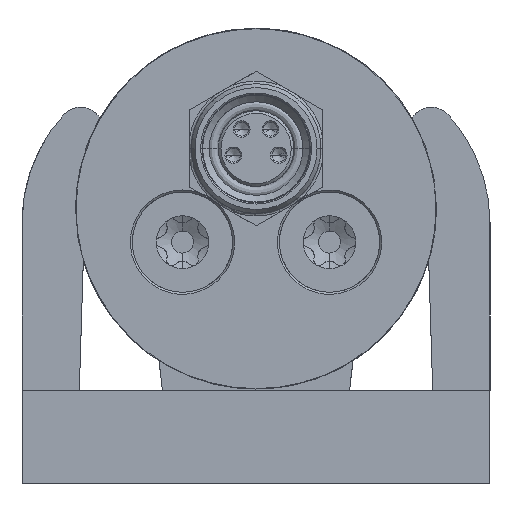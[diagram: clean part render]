
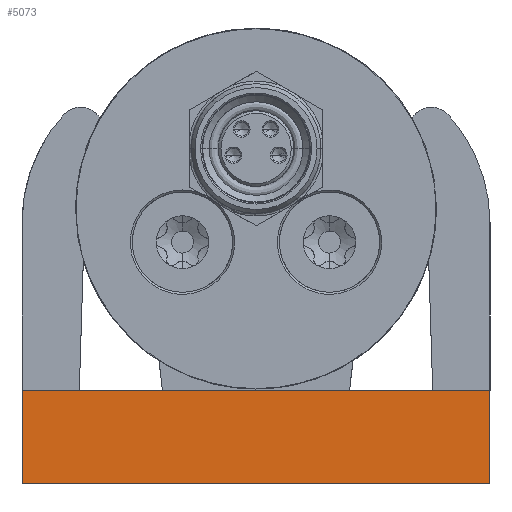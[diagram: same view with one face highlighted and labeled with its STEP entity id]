
A CAD part, front view. The second image highlights one B-rep face of the part: STEP entity #5073.
In plain terms, the highlighted planar face has unit normal (0, -1, 0).
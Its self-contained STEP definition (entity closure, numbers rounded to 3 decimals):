
#5046=AXIS2_PLACEMENT_3D('Plane Axis2P3D',#5043,#5044,#5045) ;
#4813=CARTESIAN_POINT('Vertex',(0.,7.522,7.)) ;
#4846=CARTESIAN_POINT('Vertex',(0.,7.522,0.)) ;
#4849=CARTESIAN_POINT('Line Origine',(0.,7.522,3.5)) ;
#5043=CARTESIAN_POINT('Axis2P3D Location',(-0.02,7.522,-0.02)) ;
#5048=CARTESIAN_POINT('Line Origine',(35.,7.522,3.5)) ;
#5052=CARTESIAN_POINT('Vertex',(35.,7.522,0.)) ;
#5054=CARTESIAN_POINT('Vertex',(35.,7.522,7.)) ;
#5057=CARTESIAN_POINT('Line Origine',(17.5,7.522,7.)) ;
#5062=CARTESIAN_POINT('Line Origine',(17.5,7.522,0.)) ;
#4850=DIRECTION('Vector Direction',(0.,0.,1.)) ;
#5044=DIRECTION('Axis2P3D Direction',(0.,-1.,0.)) ;
#5045=DIRECTION('Axis2P3D XDirection',(1.,0.,0.)) ;
#5049=DIRECTION('Vector Direction',(0.,0.,1.)) ;
#5058=DIRECTION('Vector Direction',(1.,0.,0.)) ;
#5063=DIRECTION('Vector Direction',(-1.,0.,0.)) ;
#4851=VECTOR('Line Direction',#4850,1.) ;
#5050=VECTOR('Line Direction',#5049,1.) ;
#5059=VECTOR('Line Direction',#5058,1.) ;
#5064=VECTOR('Line Direction',#5063,1.) ;
#5068=ORIENTED_EDGE('',*,*,#5056,.T.) ;
#5069=ORIENTED_EDGE('',*,*,#5061,.F.) ;
#5070=ORIENTED_EDGE('',*,*,#4853,.F.) ;
#5071=ORIENTED_EDGE('',*,*,#5066,.F.) ;
#5073=ADVANCED_FACE('Hauptkoerper',(#5072),#5047,.T.) ;
#4853=EDGE_CURVE('',#4847,#4814,#4852,.T.) ;
#5056=EDGE_CURVE('',#5053,#5055,#5051,.T.) ;
#5061=EDGE_CURVE('',#4814,#5055,#5060,.T.) ;
#5066=EDGE_CURVE('',#5053,#4847,#5065,.T.) ;
#5067=EDGE_LOOP('',(#5068,#5069,#5070,#5071)) ;
#5072=FACE_OUTER_BOUND('',#5067,.T.) ;
#4852=LINE('Line',#4849,#4851) ;
#5051=LINE('Line',#5048,#5050) ;
#5060=LINE('Line',#5057,#5059) ;
#5065=LINE('Line',#5062,#5064) ;
#5047=PLANE('',#5046) ;
#4814=VERTEX_POINT('',#4813) ;
#4847=VERTEX_POINT('',#4846) ;
#5053=VERTEX_POINT('',#5052) ;
#5055=VERTEX_POINT('',#5054) ;
